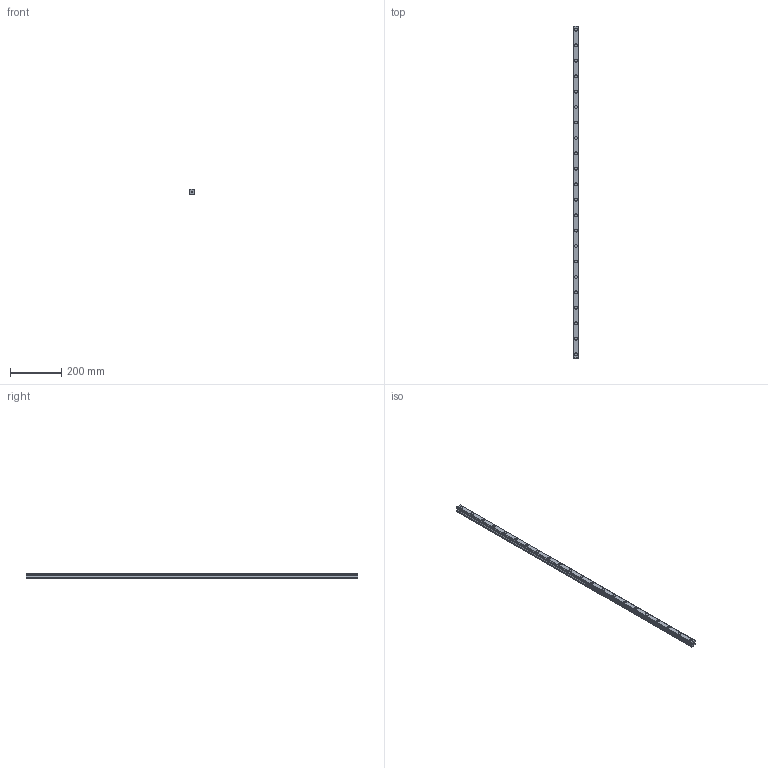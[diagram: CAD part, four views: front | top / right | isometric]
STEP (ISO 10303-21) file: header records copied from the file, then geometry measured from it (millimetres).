
FILE_DESCRIPTION(('STEP AP214'),'1');
FILE_NAME('cctmp_4C5B1E0A-A4C5-4247-B58B-4516F69A0346_2020_5_28_15_31_37_759..stp','2020-05-28T13:31:37',('HIWIN GmbH'),('CADClick - www.CADClick.com'),'Spatial InterOp 3D',' ','unknown authorization');
FILE_SCHEMA(('AUTOMOTIVE_DESIGN'));
Length unit declared in the file: millimetre
Products named in the file (1): HGR25R1290H_FILE
Bounding box: 23 x 1290 x 22 mm (x, y, z)
Volume: 535670.7 mm3; surface area: 133343.9 mm2
Topology: 1 solids, 1 shells, 375 faces, 975 edges, 650 vertices
Faces by surface type: plane 221, cylinder 154
Entity records: 14737 total; most frequent: DIRECTION 2211, CARTESIAN_POINT 2001, ORIENTED_EDGE 1950, EDGE_CURVE 975, AXIS2_PLACEMENT_3D 860, VERTEX_POINT 650, LINE 491, VECTOR 491
